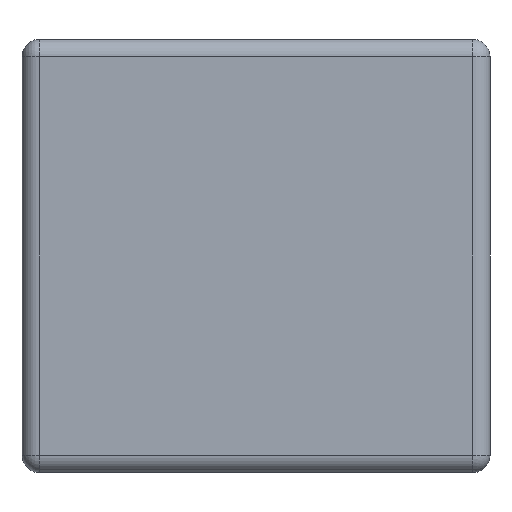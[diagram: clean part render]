
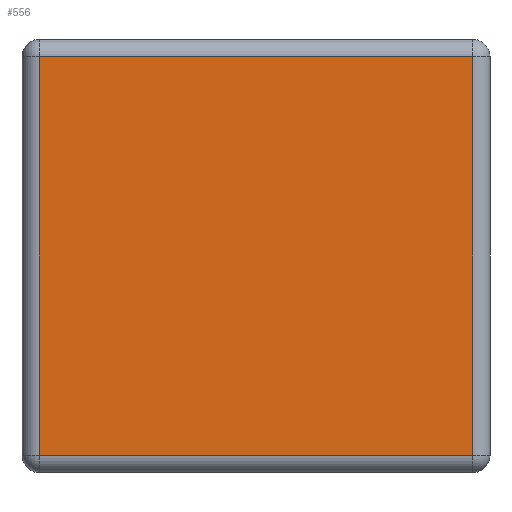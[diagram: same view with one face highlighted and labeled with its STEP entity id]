
A CAD part, left-side view. The second image highlights one B-rep face of the part: STEP entity #556.
In plain terms, the highlighted planar face has unit normal (-1, 0, 0).
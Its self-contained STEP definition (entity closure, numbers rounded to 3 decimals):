
#1 = EDGE_CURVE ( 'NONE', #631, #611, #1396, .T. ) ;
#57 = DIRECTION ( 'NONE',  ( 0., 1., 0. ) ) ;
#61 = CARTESIAN_POINT ( 'NONE',  ( -1., 0.05, -0.625 ) ) ;
#97 = AXIS2_PLACEMENT_3D ( 'NONE', #585, #972, #1018 ) ;
#157 = VERTEX_POINT ( 'NONE', #1059 ) ;
#247 = LINE ( 'NONE', #1049, #736 ) ;
#325 = EDGE_CURVE ( 'NONE', #547, #157, #247, .T. ) ;
#347 = CARTESIAN_POINT ( 'NONE',  ( -1., 1.35, -0.575 ) ) ;
#453 = DIRECTION ( 'NONE',  ( 0., -1., 0. ) ) ;
#457 = VECTOR ( 'NONE', #453, 1000. ) ;
#487 = CARTESIAN_POINT ( 'NONE',  ( -1., 1.3, -0.575 ) ) ;
#497 = CARTESIAN_POINT ( 'NONE',  ( -1., 1.3, -0.625 ) ) ;
#500 = CARTESIAN_POINT ( 'NONE',  ( -1., 0.05, -0.575 ) ) ;
#540 = EDGE_CURVE ( 'NONE', #611, #547, #1376, .T. ) ;
#547 = VERTEX_POINT ( 'NONE', #655 ) ;
#556 = ADVANCED_FACE ( 'NONE', ( #922 ), #960, .F. ) ;
#559 = ORIENTED_EDGE ( 'NONE', *, *, #540, .T. ) ;
#585 = CARTESIAN_POINT ( 'NONE',  ( -1., 1.35, -0.625 ) ) ;
#606 = ORIENTED_EDGE ( 'NONE', *, *, #835, .T. ) ;
#611 = VERTEX_POINT ( 'NONE', #500 ) ;
#631 = VERTEX_POINT ( 'NONE', #487 ) ;
#655 = CARTESIAN_POINT ( 'NONE',  ( -1., 0.05, 0.575 ) ) ;
#736 = VECTOR ( 'NONE', #57, 1000. ) ;
#812 = LINE ( 'NONE', #497, #832 ) ;
#832 = VECTOR ( 'NONE', #1015, 1000. ) ;
#835 = EDGE_CURVE ( 'NONE', #157, #631, #812, .T. ) ;
#907 = VECTOR ( 'NONE', #1346, 1000. ) ;
#922 = FACE_OUTER_BOUND ( 'NONE', #1157, .T. ) ;
#960 = PLANE ( 'NONE',  #97 ) ;
#972 = DIRECTION ( 'NONE',  ( 1., 0., 0. ) ) ;
#1015 = DIRECTION ( 'NONE',  ( 0., 0., -1. ) ) ;
#1018 = DIRECTION ( 'NONE',  ( 0., 0., -1. ) ) ;
#1049 = CARTESIAN_POINT ( 'NONE',  ( -1., 1.35, 0.575 ) ) ;
#1059 = CARTESIAN_POINT ( 'NONE',  ( -1., 1.3, 0.575 ) ) ;
#1127 = ORIENTED_EDGE ( 'NONE', *, *, #325, .T. ) ;
#1157 = EDGE_LOOP ( 'NONE', ( #606, #1233, #559, #1127 ) ) ;
#1233 = ORIENTED_EDGE ( 'NONE', *, *, #1, .T. ) ;
#1346 = DIRECTION ( 'NONE',  ( 0., 0., 1. ) ) ;
#1376 = LINE ( 'NONE', #61, #907 ) ;
#1396 = LINE ( 'NONE', #347, #457 ) ;
